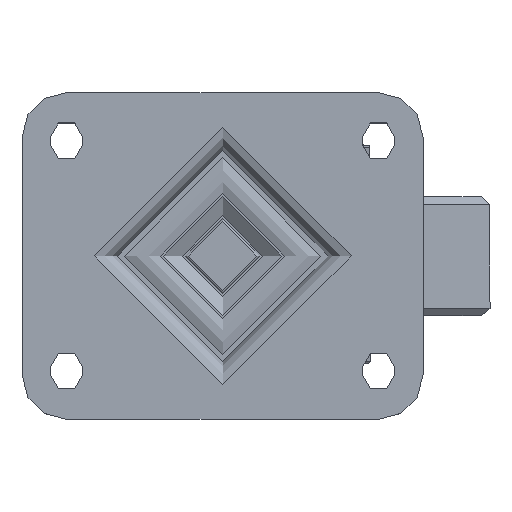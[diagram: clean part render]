
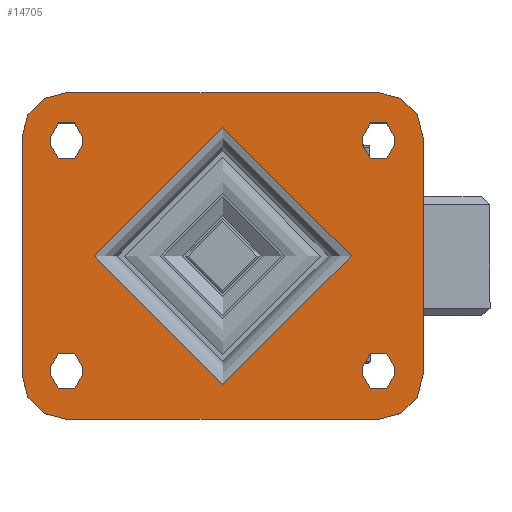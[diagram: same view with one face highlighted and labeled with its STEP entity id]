
A CAD part, top view. The second image highlights one B-rep face of the part: STEP entity #14705.
In plain terms, the highlighted planar face has unit normal (0, 0, 1).
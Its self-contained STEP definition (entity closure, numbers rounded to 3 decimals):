
#1088=FACE_BOUND('',#2562,.T.);
#1089=FACE_BOUND('',#2563,.T.);
#1090=FACE_BOUND('',#2564,.T.);
#1091=FACE_BOUND('',#2565,.T.);
#1092=FACE_BOUND('',#2566,.T.);
#1195=PLANE('',#15826);
#1690=FACE_OUTER_BOUND('',#2561,.T.);
#2561=EDGE_LOOP('',(#10139,#10140,#10141,#10142,#10143,#10144,#10145,#10146));
#2562=EDGE_LOOP('',(#10147,#10148,#10149,#10150));
#2563=EDGE_LOOP('',(#10151,#10152,#10153,#10154));
#2564=EDGE_LOOP('',(#10155,#10156,#10157,#10158));
#2565=EDGE_LOOP('',(#10159,#10160,#10161,#10162));
#2566=EDGE_LOOP('',(#10163));
#3544=LINE('',#20746,#4712);
#3545=LINE('',#20750,#4713);
#3546=LINE('',#20754,#4714);
#3547=LINE('',#20757,#4715);
#3548=LINE('',#20760,#4716);
#3549=LINE('',#20764,#4717);
#3550=LINE('',#20768,#4718);
#3551=LINE('',#20772,#4719);
#3552=LINE('',#20776,#4720);
#3553=LINE('',#20780,#4721);
#3554=LINE('',#20784,#4722);
#3555=LINE('',#20788,#4723);
#4712=VECTOR('',#17169,1000.);
#4713=VECTOR('',#17172,1000.);
#4714=VECTOR('',#17175,1000.);
#4715=VECTOR('',#17178,1000.);
#4716=VECTOR('',#17179,1000.);
#4717=VECTOR('',#17182,1000.);
#4718=VECTOR('',#17185,1000.);
#4719=VECTOR('',#17188,1000.);
#4720=VECTOR('',#17191,1000.);
#4721=VECTOR('',#17194,1000.);
#4722=VECTOR('',#17197,1000.);
#4723=VECTOR('',#17200,1000.);
#5881=CIRCLE('',#15795,43.246);
#5904=CIRCLE('',#15827,15.);
#5905=CIRCLE('',#15828,15.);
#5906=CIRCLE('',#15829,15.);
#5907=CIRCLE('',#15830,15.);
#5908=CIRCLE('',#15831,5.5);
#5909=CIRCLE('',#15832,5.5);
#5910=CIRCLE('',#15833,5.5);
#5911=CIRCLE('',#15834,5.5);
#5912=CIRCLE('',#15835,5.5);
#5913=CIRCLE('',#15836,5.5);
#5914=CIRCLE('',#15837,5.5);
#5915=CIRCLE('',#15838,5.5);
#6359=VERTEX_POINT('',#20663);
#6391=VERTEX_POINT('',#20742);
#6392=VERTEX_POINT('',#20743);
#6393=VERTEX_POINT('',#20745);
#6394=VERTEX_POINT('',#20747);
#6395=VERTEX_POINT('',#20749);
#6396=VERTEX_POINT('',#20751);
#6397=VERTEX_POINT('',#20753);
#6398=VERTEX_POINT('',#20755);
#6399=VERTEX_POINT('',#20758);
#6400=VERTEX_POINT('',#20759);
#6401=VERTEX_POINT('',#20761);
#6402=VERTEX_POINT('',#20763);
#6403=VERTEX_POINT('',#20766);
#6404=VERTEX_POINT('',#20767);
#6405=VERTEX_POINT('',#20769);
#6406=VERTEX_POINT('',#20771);
#6407=VERTEX_POINT('',#20774);
#6408=VERTEX_POINT('',#20775);
#6409=VERTEX_POINT('',#20777);
#6410=VERTEX_POINT('',#20779);
#6411=VERTEX_POINT('',#20782);
#6412=VERTEX_POINT('',#20783);
#6413=VERTEX_POINT('',#20785);
#6414=VERTEX_POINT('',#20787);
#7834=EDGE_CURVE('',#6359,#6359,#5881,.T.);
#7871=EDGE_CURVE('',#6391,#6392,#5904,.T.);
#7872=EDGE_CURVE('',#6393,#6392,#3544,.T.);
#7873=EDGE_CURVE('',#6394,#6393,#5905,.T.);
#7874=EDGE_CURVE('',#6395,#6394,#3545,.T.);
#7875=EDGE_CURVE('',#6396,#6395,#5906,.T.);
#7876=EDGE_CURVE('',#6397,#6396,#3546,.T.);
#7877=EDGE_CURVE('',#6397,#6398,#5907,.T.);
#7878=EDGE_CURVE('',#6391,#6398,#3547,.T.);
#7879=EDGE_CURVE('',#6399,#6400,#3548,.T.);
#7880=EDGE_CURVE('',#6400,#6401,#5908,.T.);
#7881=EDGE_CURVE('',#6401,#6402,#3549,.T.);
#7882=EDGE_CURVE('',#6402,#6399,#5909,.T.);
#7883=EDGE_CURVE('',#6403,#6404,#3550,.T.);
#7884=EDGE_CURVE('',#6404,#6405,#5910,.T.);
#7885=EDGE_CURVE('',#6405,#6406,#3551,.T.);
#7886=EDGE_CURVE('',#6406,#6403,#5911,.T.);
#7887=EDGE_CURVE('',#6407,#6408,#3552,.T.);
#7888=EDGE_CURVE('',#6408,#6409,#5912,.T.);
#7889=EDGE_CURVE('',#6409,#6410,#3553,.T.);
#7890=EDGE_CURVE('',#6410,#6407,#5913,.T.);
#7891=EDGE_CURVE('',#6411,#6412,#3554,.T.);
#7892=EDGE_CURVE('',#6412,#6413,#5914,.T.);
#7893=EDGE_CURVE('',#6413,#6414,#3555,.T.);
#7894=EDGE_CURVE('',#6414,#6411,#5915,.T.);
#10139=ORIENTED_EDGE('',*,*,#7871,.T.);
#10140=ORIENTED_EDGE('',*,*,#7872,.F.);
#10141=ORIENTED_EDGE('',*,*,#7873,.F.);
#10142=ORIENTED_EDGE('',*,*,#7874,.F.);
#10143=ORIENTED_EDGE('',*,*,#7875,.F.);
#10144=ORIENTED_EDGE('',*,*,#7876,.F.);
#10145=ORIENTED_EDGE('',*,*,#7877,.T.);
#10146=ORIENTED_EDGE('',*,*,#7878,.F.);
#10147=ORIENTED_EDGE('',*,*,#7879,.T.);
#10148=ORIENTED_EDGE('',*,*,#7880,.T.);
#10149=ORIENTED_EDGE('',*,*,#7881,.T.);
#10150=ORIENTED_EDGE('',*,*,#7882,.T.);
#10151=ORIENTED_EDGE('',*,*,#7883,.T.);
#10152=ORIENTED_EDGE('',*,*,#7884,.T.);
#10153=ORIENTED_EDGE('',*,*,#7885,.T.);
#10154=ORIENTED_EDGE('',*,*,#7886,.T.);
#10155=ORIENTED_EDGE('',*,*,#7887,.T.);
#10156=ORIENTED_EDGE('',*,*,#7888,.T.);
#10157=ORIENTED_EDGE('',*,*,#7889,.T.);
#10158=ORIENTED_EDGE('',*,*,#7890,.T.);
#10159=ORIENTED_EDGE('',*,*,#7891,.T.);
#10160=ORIENTED_EDGE('',*,*,#7892,.T.);
#10161=ORIENTED_EDGE('',*,*,#7893,.T.);
#10162=ORIENTED_EDGE('',*,*,#7894,.T.);
#10163=ORIENTED_EDGE('',*,*,#7834,.F.);
#14705=ADVANCED_FACE('',(#1690,#1088,#1089,#1090,#1091,#1092),#1195,.T.);
#15795=AXIS2_PLACEMENT_3D('',#20665,#17089,#17090);
#15826=AXIS2_PLACEMENT_3D('',#20741,#17165,#17166);
#15827=AXIS2_PLACEMENT_3D('',#20744,#17167,#17168);
#15828=AXIS2_PLACEMENT_3D('',#20748,#17170,#17171);
#15829=AXIS2_PLACEMENT_3D('',#20752,#17173,#17174);
#15830=AXIS2_PLACEMENT_3D('',#20756,#17176,#17177);
#15831=AXIS2_PLACEMENT_3D('',#20762,#17180,#17181);
#15832=AXIS2_PLACEMENT_3D('',#20765,#17183,#17184);
#15833=AXIS2_PLACEMENT_3D('',#20770,#17186,#17187);
#15834=AXIS2_PLACEMENT_3D('',#20773,#17189,#17190);
#15835=AXIS2_PLACEMENT_3D('',#20778,#17192,#17193);
#15836=AXIS2_PLACEMENT_3D('',#20781,#17195,#17196);
#15837=AXIS2_PLACEMENT_3D('',#20786,#17198,#17199);
#15838=AXIS2_PLACEMENT_3D('',#20789,#17201,#17202);
#17089=DIRECTION('center_axis',(0.,0.,1.));
#17090=DIRECTION('ref_axis',(-1.,0.,0.));
#17165=DIRECTION('center_axis',(0.,0.,1.));
#17166=DIRECTION('ref_axis',(1.,0.,0.));
#17167=DIRECTION('center_axis',(0.,0.,1.));
#17168=DIRECTION('ref_axis',(-1.,0.,0.));
#17169=DIRECTION('',(-1.,0.,0.));
#17170=DIRECTION('center_axis',(0.,0.,-1.));
#17171=DIRECTION('ref_axis',(1.,0.,0.));
#17172=DIRECTION('',(0.,-1.,0.));
#17173=DIRECTION('center_axis',(0.,0.,-1.));
#17174=DIRECTION('ref_axis',(0.,1.,0.));
#17175=DIRECTION('',(1.,0.,0.));
#17176=DIRECTION('center_axis',(0.,0.,1.));
#17177=DIRECTION('ref_axis',(0.,1.,0.));
#17178=DIRECTION('',(0.,1.,0.));
#17179=DIRECTION('',(0.,-1.,0.));
#17180=DIRECTION('center_axis',(0.,0.,-1.));
#17181=DIRECTION('ref_axis',(1.,0.,0.));
#17182=DIRECTION('',(0.,1.,0.));
#17183=DIRECTION('center_axis',(0.,0.,-1.));
#17184=DIRECTION('ref_axis',(1.,0.,0.));
#17185=DIRECTION('',(0.,1.,0.));
#17186=DIRECTION('center_axis',(0.,0.,-1.));
#17187=DIRECTION('ref_axis',(1.,0.,0.));
#17188=DIRECTION('',(0.,-1.,0.));
#17189=DIRECTION('center_axis',(0.,0.,-1.));
#17190=DIRECTION('ref_axis',(1.,0.,0.));
#17191=DIRECTION('',(0.,-1.,0.));
#17192=DIRECTION('center_axis',(0.,0.,-1.));
#17193=DIRECTION('ref_axis',(-1.,0.,0.));
#17194=DIRECTION('',(0.,1.,0.));
#17195=DIRECTION('center_axis',(0.,0.,-1.));
#17196=DIRECTION('ref_axis',(-1.,0.,0.));
#17197=DIRECTION('',(0.,1.,0.));
#17198=DIRECTION('center_axis',(0.,0.,-1.));
#17199=DIRECTION('ref_axis',(-1.,0.,0.));
#17200=DIRECTION('',(0.,-1.,0.));
#17201=DIRECTION('center_axis',(0.,0.,-1.));
#17202=DIRECTION('ref_axis',(-1.,0.,0.));
#20663=CARTESIAN_POINT('',(43.246,0.,0.));
#20665=CARTESIAN_POINT('Origin',(0.,0.,0.));
#20741=CARTESIAN_POINT('Origin',(0.,0.,0.));
#20742=CARTESIAN_POINT('',(-67.5,-40.,0.));
#20743=CARTESIAN_POINT('',(-52.5,-55.,0.));
#20744=CARTESIAN_POINT('Origin',(-52.5,-40.,0.));
#20745=CARTESIAN_POINT('',(52.5,-55.,0.));
#20746=CARTESIAN_POINT('',(52.5,-55.,0.));
#20747=CARTESIAN_POINT('',(67.5,-40.,0.));
#20748=CARTESIAN_POINT('Origin',(52.5,-40.,0.));
#20749=CARTESIAN_POINT('',(67.5,40.,0.));
#20750=CARTESIAN_POINT('',(67.5,40.,0.));
#20751=CARTESIAN_POINT('',(52.5,55.,0.));
#20752=CARTESIAN_POINT('Origin',(52.5,40.,0.));
#20753=CARTESIAN_POINT('',(-52.5,55.,0.));
#20754=CARTESIAN_POINT('',(-52.5,55.,0.));
#20755=CARTESIAN_POINT('',(-67.5,40.,0.));
#20756=CARTESIAN_POINT('Origin',(-52.5,40.,0.));
#20757=CARTESIAN_POINT('',(-67.5,-40.,0.));
#20758=CARTESIAN_POINT('',(-47.,40.,0.));
#20759=CARTESIAN_POINT('',(-47.,37.5,0.));
#20760=CARTESIAN_POINT('',(-47.,37.5,0.));
#20761=CARTESIAN_POINT('',(-58.,37.5,0.));
#20762=CARTESIAN_POINT('Origin',(-52.5,37.5,0.));
#20763=CARTESIAN_POINT('',(-58.,40.,0.));
#20764=CARTESIAN_POINT('',(-58.,37.5,0.));
#20765=CARTESIAN_POINT('Origin',(-52.5,40.,0.));
#20766=CARTESIAN_POINT('',(-58.,-40.,0.));
#20767=CARTESIAN_POINT('',(-58.,-37.5,0.));
#20768=CARTESIAN_POINT('',(-58.,-37.5,0.));
#20769=CARTESIAN_POINT('',(-47.,-37.5,0.));
#20770=CARTESIAN_POINT('Origin',(-52.5,-37.5,0.));
#20771=CARTESIAN_POINT('',(-47.,-40.,0.));
#20772=CARTESIAN_POINT('',(-47.,-37.5,0.));
#20773=CARTESIAN_POINT('Origin',(-52.5,-40.,0.));
#20774=CARTESIAN_POINT('',(58.,40.,0.));
#20775=CARTESIAN_POINT('',(58.,37.5,0.));
#20776=CARTESIAN_POINT('',(58.,37.5,0.));
#20777=CARTESIAN_POINT('',(47.,37.5,0.));
#20778=CARTESIAN_POINT('Origin',(52.5,37.5,0.));
#20779=CARTESIAN_POINT('',(47.,40.,0.));
#20780=CARTESIAN_POINT('',(47.,37.5,0.));
#20781=CARTESIAN_POINT('Origin',(52.5,40.,0.));
#20782=CARTESIAN_POINT('',(47.,-40.,0.));
#20783=CARTESIAN_POINT('',(47.,-37.5,0.));
#20784=CARTESIAN_POINT('',(47.,-37.5,0.));
#20785=CARTESIAN_POINT('',(58.,-37.5,0.));
#20786=CARTESIAN_POINT('Origin',(52.5,-37.5,0.));
#20787=CARTESIAN_POINT('',(58.,-40.,0.));
#20788=CARTESIAN_POINT('',(58.,-37.5,0.));
#20789=CARTESIAN_POINT('Origin',(52.5,-40.,0.));
